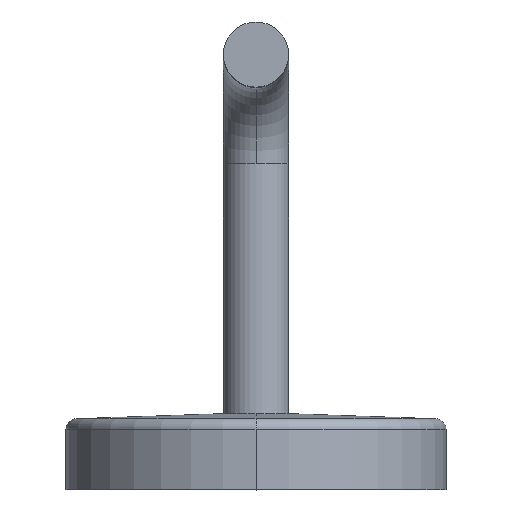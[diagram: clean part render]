
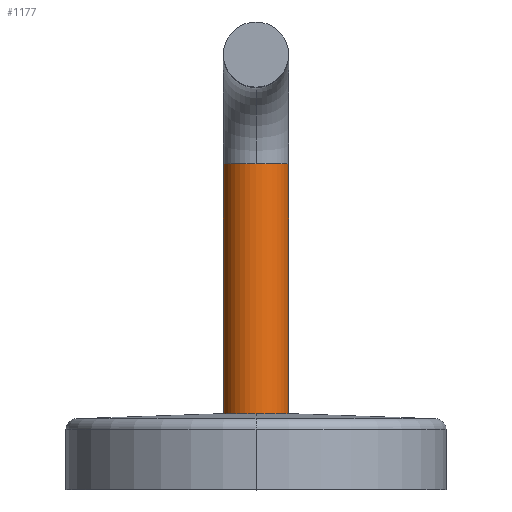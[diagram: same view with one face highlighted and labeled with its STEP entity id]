
A CAD part, top view. The second image highlights one B-rep face of the part: STEP entity #1177.
In plain terms, the highlighted cylindrical face has radius 6 mm (diameter 12 mm), a partial arc.
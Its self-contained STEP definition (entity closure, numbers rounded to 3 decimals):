
#117 = CIRCLE ( 'NONE', #893, 6. ) ;
#120 = VERTEX_POINT ( 'NONE', #3668 ) ;
#181 = CARTESIAN_POINT ( 'NONE',  ( 0., 0., 0. ) ) ;
#189 = EDGE_CURVE ( 'NONE', #958, #2231, #3172, .T. ) ;
#291 = CIRCLE ( 'NONE', #2730, 6. ) ;
#360 = DIRECTION ( 'NONE',  ( 1., 0., 0. ) ) ;
#671 = CARTESIAN_POINT ( 'NONE',  ( 55., 0., 6. ) ) ;
#766 = ORIENTED_EDGE ( 'NONE', *, *, #1029, .T. ) ;
#884 = CARTESIAN_POINT ( 'NONE',  ( 55., 0., 0. ) ) ;
#893 = AXIS2_PLACEMENT_3D ( 'NONE', #181, #1883, #3059 ) ;
#903 = AXIS2_PLACEMENT_3D ( 'NONE', #1240, #3530, #2124 ) ;
#914 = CARTESIAN_POINT ( 'NONE',  ( 0., 0., -6. ) ) ;
#958 = VERTEX_POINT ( 'NONE', #3622 ) ;
#1029 = EDGE_CURVE ( 'NONE', #2230, #958, #117, .T. ) ;
#1100 = EDGE_LOOP ( 'NONE', ( #766, #1674, #2381, #2926, #2440 ) ) ;
#1177 = ADVANCED_FACE ( 'NONE', ( #1389 ), #1730, .T. ) ;
#1224 = DIRECTION ( 'NONE',  ( 1., 0., 0. ) ) ;
#1240 = CARTESIAN_POINT ( 'NONE',  ( 55., 0., 0. ) ) ;
#1275 = CARTESIAN_POINT ( 'NONE',  ( 0., 0., -6. ) ) ;
#1389 = FACE_OUTER_BOUND ( 'NONE', #1100, .T. ) ;
#1409 = DIRECTION ( 'NONE',  ( 1., 0., 0. ) ) ;
#1568 = LINE ( 'NONE', #1275, #3386 ) ;
#1612 = VERTEX_POINT ( 'NONE', #2174 ) ;
#1674 = ORIENTED_EDGE ( 'NONE', *, *, #189, .T. ) ;
#1675 = DIRECTION ( 'NONE',  ( 0., 0., -1. ) ) ;
#1730 = CYLINDRICAL_SURFACE ( 'NONE', #3475, 6. ) ;
#1883 = DIRECTION ( 'NONE',  ( 1., 0., 0. ) ) ;
#2036 = DIRECTION ( 'NONE',  ( 0., 0., -1. ) ) ;
#2124 = DIRECTION ( 'NONE',  ( 0., 0., -1. ) ) ;
#2174 = CARTESIAN_POINT ( 'NONE',  ( 55., 0., -6. ) ) ;
#2230 = VERTEX_POINT ( 'NONE', #914 ) ;
#2231 = VERTEX_POINT ( 'NONE', #671 ) ;
#2381 = ORIENTED_EDGE ( 'NONE', *, *, #2752, .F. ) ;
#2440 = ORIENTED_EDGE ( 'NONE', *, *, #3567, .F. ) ;
#2552 = CARTESIAN_POINT ( 'NONE',  ( 0., 0., 0. ) ) ;
#2730 = AXIS2_PLACEMENT_3D ( 'NONE', #884, #1224, #2036 ) ;
#2752 = EDGE_CURVE ( 'NONE', #120, #2231, #291, .T. ) ;
#2828 = VECTOR ( 'NONE', #1409, 1000. ) ;
#2926 = ORIENTED_EDGE ( 'NONE', *, *, #3505, .F. ) ;
#3059 = DIRECTION ( 'NONE',  ( 0., 0., -1. ) ) ;
#3172 = LINE ( 'NONE', #3450, #2828 ) ;
#3279 = CIRCLE ( 'NONE', #903, 6. ) ;
#3386 = VECTOR ( 'NONE', #360, 1000. ) ;
#3423 = DIRECTION ( 'NONE',  ( 1., 0., 0. ) ) ;
#3450 = CARTESIAN_POINT ( 'NONE',  ( 0., 0., 6. ) ) ;
#3475 = AXIS2_PLACEMENT_3D ( 'NONE', #2552, #3423, #1675 ) ;
#3505 = EDGE_CURVE ( 'NONE', #1612, #120, #3279, .T. ) ;
#3530 = DIRECTION ( 'NONE',  ( 1., 0., 0. ) ) ;
#3567 = EDGE_CURVE ( 'NONE', #2230, #1612, #1568, .T. ) ;
#3622 = CARTESIAN_POINT ( 'NONE',  ( 0., 0., 6. ) ) ;
#3668 = CARTESIAN_POINT ( 'NONE',  ( 55., 6., 0. ) ) ;
